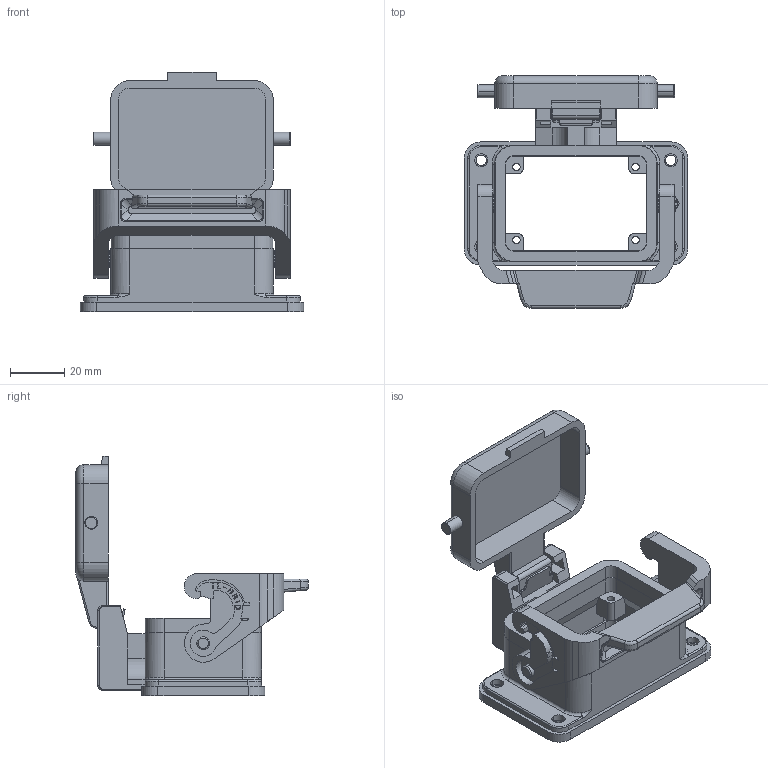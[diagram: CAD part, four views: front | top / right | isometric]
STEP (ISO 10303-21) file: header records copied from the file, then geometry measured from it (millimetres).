
FILE_DESCRIPTION(('Creo Elements/Direct Modeling STEP Export'),'2;1');
FILE_NAME('0ln7uvk5h77t92v5420','2022-02-14T15:53:08',(''),(''),'Creo Elements/Direct Modeling STEP processor for AP214 (Solid Model)','Creo Elements/Direct Modeling 20.1B 02-Apr-2019 (C) Parametric Technology GmbH','');
FILE_SCHEMA(('AUTOMOTIVE_DESIGN { 1 0 10303 214 1 1 1 1 }'));
Length unit declared in the file: millimetre
Products named in the file (2): CLI_06_LS
Assembly tree (1 placements, depth 2):
  CLI_06_LS
    CLI_06_LS
Bounding box: 82.5 x 85.85 x 88.3 mm (x, y, z)
Volume: 59162.6 mm3; surface area: 37571.6 mm2
Topology: 1 solids, 1 shells, 913 faces, 2503 edges, 1641 vertices
Faces by surface type: plane 609, cylinder 250, torus 34, bspline 20
Entity records: 40898 total; most frequent: CARTESIAN_POINT 10513, ORIENTED_EDGE 5006, DIRECTION 4543, EDGE_CURVE 2503, VECTOR 1869, LINE 1869, VERTEX_POINT 1641, AXIS2_PLACEMENT_3D 1337
